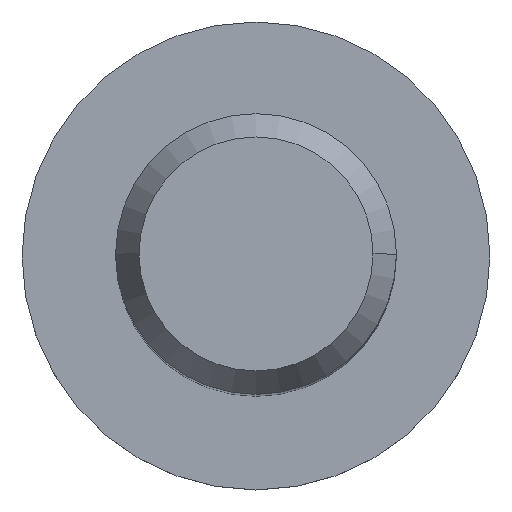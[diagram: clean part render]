
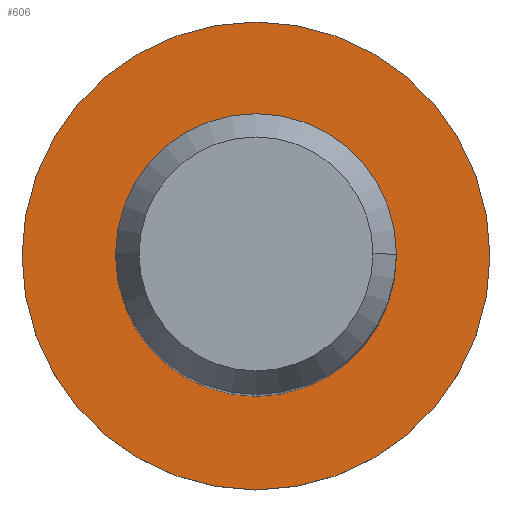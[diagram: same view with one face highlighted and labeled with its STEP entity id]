
A CAD part, top view. The second image highlights one B-rep face of the part: STEP entity #606.
In plain terms, the highlighted planar face has unit normal (0, 0, 1).
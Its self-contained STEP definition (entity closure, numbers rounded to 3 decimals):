
#391=CARTESIAN_POINT('',(0.,0.,0.5));
#392=DIRECTION('',(0.,0.,-1.));
#393=DIRECTION('',(-1.,0.,0.));
#394=AXIS2_PLACEMENT_3D('',#391,#392,#393);
#396=CARTESIAN_POINT('',(0.,0.,0.5));
#397=DIRECTION('',(0.,0.,-1.));
#398=DIRECTION('',(1.,0.,0.));
#399=AXIS2_PLACEMENT_3D('',#396,#397,#398);
#401=CARTESIAN_POINT('',(0.,0.,0.5));
#402=DIRECTION('',(0.,0.,1.));
#403=DIRECTION('',(1.,0.,0.));
#404=AXIS2_PLACEMENT_3D('',#401,#402,#403);
#406=CARTESIAN_POINT('',(0.,0.,0.5));
#407=DIRECTION('',(0.,0.,1.));
#408=DIRECTION('',(-1.,0.,0.));
#409=AXIS2_PLACEMENT_3D('',#406,#407,#408);
#463=CARTESIAN_POINT('',(5.,0.,0.5));
#464=VERTEX_POINT('',#463);
#465=CARTESIAN_POINT('',(-5.,0.,0.5));
#466=VERTEX_POINT('',#465);
#467=CARTESIAN_POINT('',(3.,0.,0.5));
#468=CARTESIAN_POINT('',(-3.,0.,0.5));
#469=VERTEX_POINT('',#467);
#470=VERTEX_POINT('',#468);
#591=CARTESIAN_POINT('',(-5.,0.,0.5));
#592=DIRECTION('',(0.,0.,-1.));
#593=DIRECTION('',(0.,-1.,0.));
#594=AXIS2_PLACEMENT_3D('',#591,#592,#593);
#595=PLANE('',#594);
#596=ORIENTED_EDGE('',*,*,#571,.T.);
#597=ORIENTED_EDGE('',*,*,#584,.T.);
#598=EDGE_LOOP('',(#596,#597));
#599=FACE_OUTER_BOUND('',#598,.F.);
#601=ORIENTED_EDGE('',*,*,#600,.T.);
#603=ORIENTED_EDGE('',*,*,#602,.T.);
#604=EDGE_LOOP('',(#601,#603));
#605=FACE_BOUND('',#604,.F.);
#395=CIRCLE('',#394,5.);
#400=CIRCLE('',#399,5.);
#405=CIRCLE('',#404,3.);
#410=CIRCLE('',#409,3.);
#571=EDGE_CURVE('',#466,#464,#395,.T.);
#584=EDGE_CURVE('',#464,#466,#400,.T.);
#600=EDGE_CURVE('',#469,#470,#405,.T.);
#602=EDGE_CURVE('',#470,#469,#410,.T.);
#606=ADVANCED_FACE('',(#599,#605),#595,.F.);
